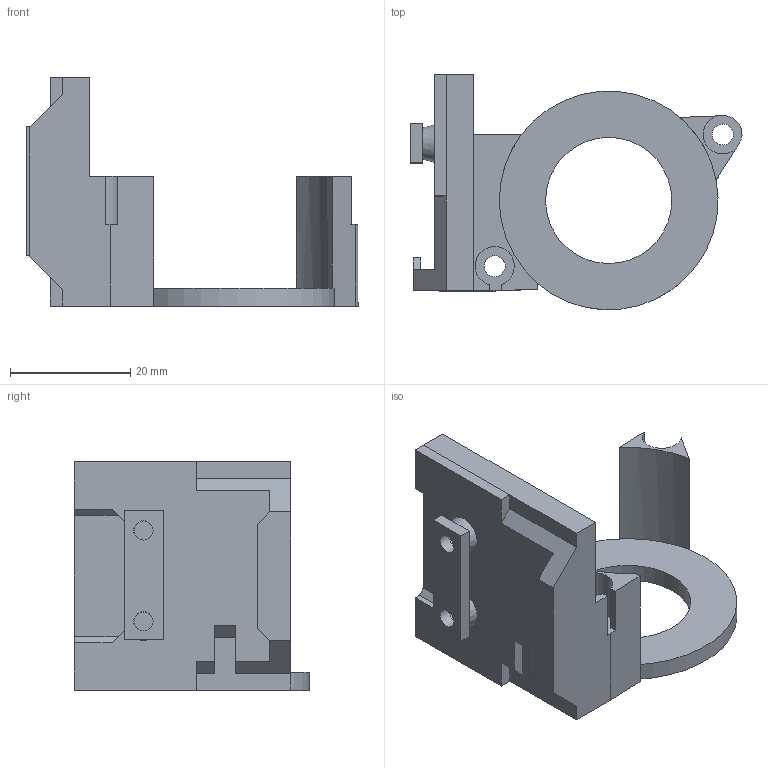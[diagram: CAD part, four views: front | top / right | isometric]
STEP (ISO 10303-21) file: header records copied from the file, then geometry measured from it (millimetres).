
FILE_DESCRIPTION(/* description */ ('','CAx-IF Rec.Pracs.---Representation and Presentation of Product Manufacturing Information (PMI)---4.0---2014-10-13'),/* implementation_level */ '2;1');
FILE_NAME(/* name */ 'Breakout Mount.step',/* time_stamp */ '2025-02-05T15:00:36-08:00',/* author */ (''),/* organization */ (''),/* preprocessor_version */ 'ST-DEVELOPER v20',/* originating_system */ 'Autodesk Translation Framework v13.20.0.188',/* authorisation */ '');
FILE_SCHEMA (('AP242_MANAGED_MODEL_BASED_3D_ENGINEERING_MIM_LF { 1 0 10303 442 1 1 4 }'));
Length unit declared in the file: millimetre
Products named in the file (1): Breakout Mount
Bounding box: 55.24 x 39.11 x 38 mm (x, y, z)
Volume: 14758.9 mm3; surface area: 8339 mm2
Topology: 2 solids, 2 shells, 84 faces, 219 edges, 143 vertices
Faces by surface type: plane 64, cylinder 18, cone 2
Full cylindrical faces by diameter (mm): 3.2 x4, 3.5 x2, 3.7 x2, 21 x1
Entity records: 2610 total; most frequent: CARTESIAN_POINT 447, ORIENTED_EDGE 438, DIRECTION 432, EDGE_CURVE 219, LINE 176, VECTOR 176, VERTEX_POINT 143, AXIS2_PLACEMENT_3D 128
